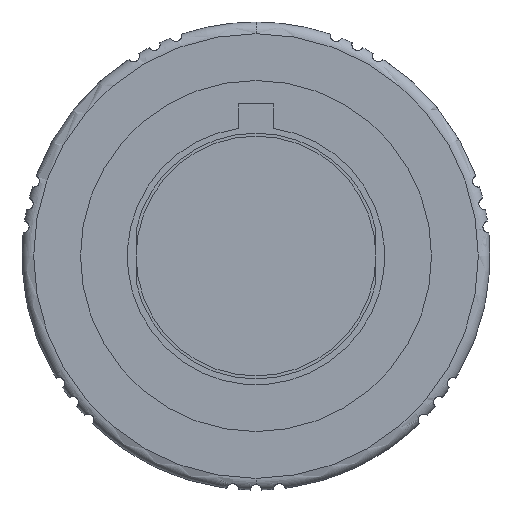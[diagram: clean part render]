
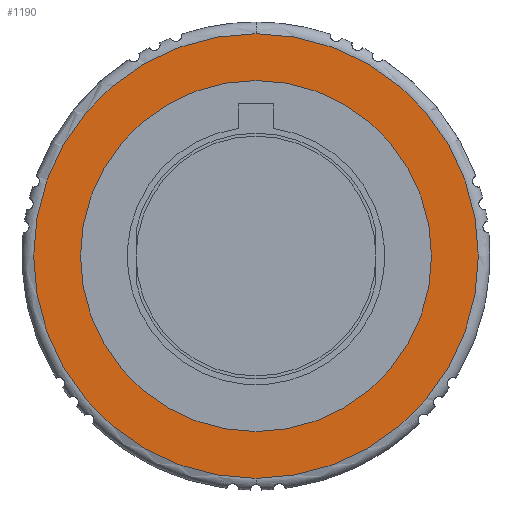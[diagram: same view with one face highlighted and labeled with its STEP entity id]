
A CAD part, front view. The second image highlights one B-rep face of the part: STEP entity #1190.
In plain terms, the highlighted planar face has unit normal (0, -1, 0).
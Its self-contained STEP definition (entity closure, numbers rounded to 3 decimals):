
#137 = CARTESIAN_POINT ( 'NONE',  ( 0., 20.3, 0. ) ) ;
#398 = CARTESIAN_POINT ( 'NONE',  ( 0., 20.3, 0. ) ) ;
#484 = VERTEX_POINT ( 'NONE', #3376 ) ;
#499 = CIRCLE ( 'NONE', #2250, 11.25 ) ;
#597 = VERTEX_POINT ( 'NONE', #4288 ) ;
#644 = DIRECTION ( 'NONE',  ( 0., 0., 1. ) ) ;
#811 = ORIENTED_EDGE ( 'NONE', *, *, #3668, .T. ) ;
#823 = VERTEX_POINT ( 'NONE', #2202 ) ;
#985 = AXIS2_PLACEMENT_3D ( 'NONE', #5149, #4679, #3387 ) ;
#1120 = FACE_OUTER_BOUND ( 'NONE', #5559, .T. ) ;
#1190 = ADVANCED_FACE ( 'NONE', ( #1120, #4940 ), #2526, .F. ) ;
#1236 = EDGE_LOOP ( 'NONE', ( #3873, #5187 ) ) ;
#1685 = DIRECTION ( 'NONE',  ( 0., 0., 1. ) ) ;
#1853 = AXIS2_PLACEMENT_3D ( 'NONE', #5222, #3016, #1685 ) ;
#1955 = AXIS2_PLACEMENT_3D ( 'NONE', #137, #5482, #644 ) ;
#2202 = CARTESIAN_POINT ( 'NONE',  ( 0., 20.3, 19. ) ) ;
#2250 = AXIS2_PLACEMENT_3D ( 'NONE', #3687, #3279, #4618 ) ;
#2400 = AXIS2_PLACEMENT_3D ( 'NONE', #398, #5672, #2998 ) ;
#2526 = PLANE ( 'NONE',  #985 ) ;
#2634 = EDGE_CURVE ( 'NONE', #484, #597, #3709, .T. ) ;
#2842 = VERTEX_POINT ( 'NONE', #5135 ) ;
#2998 = DIRECTION ( 'NONE',  ( 0., 0., 1. ) ) ;
#3016 = DIRECTION ( 'NONE',  ( 0., -1., 0. ) ) ;
#3033 = ORIENTED_EDGE ( 'NONE', *, *, #3937, .T. ) ;
#3279 = DIRECTION ( 'NONE',  ( 0., 1., 0. ) ) ;
#3337 = CIRCLE ( 'NONE', #1955, 19. ) ;
#3376 = CARTESIAN_POINT ( 'NONE',  ( 0., 20.3, -11.25 ) ) ;
#3387 = DIRECTION ( 'NONE',  ( 0., 0., 1. ) ) ;
#3668 = EDGE_CURVE ( 'NONE', #823, #2842, #3337, .T. ) ;
#3687 = CARTESIAN_POINT ( 'NONE',  ( 0., 20.3, 0. ) ) ;
#3709 = CIRCLE ( 'NONE', #2400, 11.25 ) ;
#3873 = ORIENTED_EDGE ( 'NONE', *, *, #2634, .T. ) ;
#3937 = EDGE_CURVE ( 'NONE', #2842, #823, #4512, .T. ) ;
#4288 = CARTESIAN_POINT ( 'NONE',  ( 0., 20.3, 11.25 ) ) ;
#4512 = CIRCLE ( 'NONE', #1853, 19. ) ;
#4618 = DIRECTION ( 'NONE',  ( 0., 0., 1. ) ) ;
#4679 = DIRECTION ( 'NONE',  ( 0., 1., 0. ) ) ;
#4694 = EDGE_CURVE ( 'NONE', #597, #484, #499, .T. ) ;
#4940 = FACE_BOUND ( 'NONE', #1236, .T. ) ;
#5135 = CARTESIAN_POINT ( 'NONE',  ( 0., 20.3, -19. ) ) ;
#5149 = CARTESIAN_POINT ( 'NONE',  ( 0., 20.3, 0. ) ) ;
#5187 = ORIENTED_EDGE ( 'NONE', *, *, #4694, .T. ) ;
#5222 = CARTESIAN_POINT ( 'NONE',  ( 0., 20.3, 0. ) ) ;
#5482 = DIRECTION ( 'NONE',  ( 0., -1., 0. ) ) ;
#5559 = EDGE_LOOP ( 'NONE', ( #811, #3033 ) ) ;
#5672 = DIRECTION ( 'NONE',  ( 0., 1., 0. ) ) ;
